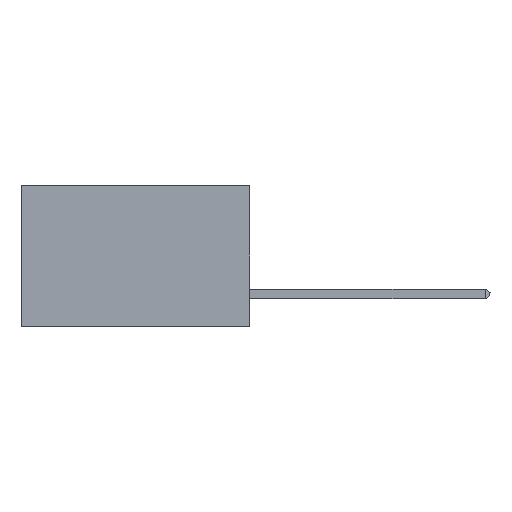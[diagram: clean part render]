
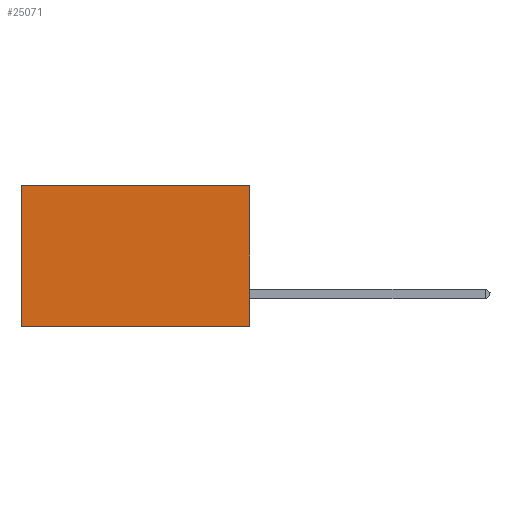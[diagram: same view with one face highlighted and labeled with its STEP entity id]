
A CAD part, left-side view. The second image highlights one B-rep face of the part: STEP entity #25071.
In plain terms, the highlighted planar face has unit normal (-1, 0, 0).
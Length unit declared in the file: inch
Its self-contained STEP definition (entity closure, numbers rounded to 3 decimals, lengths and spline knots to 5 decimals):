
#77 = DIRECTION ( 'NONE',  ( 0., 0., -1. ) ) ;
#111 = EDGE_LOOP ( 'NONE', ( #22605, #32859, #15300, #14593 ) ) ;
#315 = CARTESIAN_POINT ( 'NONE',  ( 0.2875, 0., 0. ) ) ;
#725 = EDGE_CURVE ( 'NONE', #37464, #26226, #21460, .T. ) ;
#929 = VECTOR ( 'NONE', #29844, 39.37008 ) ;
#3587 = VERTEX_POINT ( 'NONE', #23631 ) ;
#5164 = VECTOR ( 'NONE', #30937, 39.37008 ) ;
#6002 = LINE ( 'NONE', #33209, #20264 ) ;
#9435 = LINE ( 'NONE', #33959, #35273 ) ;
#10988 = FACE_OUTER_BOUND ( 'NONE', #111, .T. ) ;
#13695 = DIRECTION ( 'NONE',  ( 0., 0., -1. ) ) ;
#14540 = CARTESIAN_POINT ( 'NONE',  ( 0.2875, 0.6, 0. ) ) ;
#14593 = ORIENTED_EDGE ( 'NONE', *, *, #725, .T. ) ;
#15300 = ORIENTED_EDGE ( 'NONE', *, *, #25344, .F. ) ;
#15986 = AXIS2_PLACEMENT_3D ( 'NONE', #40571, #34100, #13695 ) ;
#20264 = VECTOR ( 'NONE', #29979, 39.37008 ) ;
#21460 = LINE ( 'NONE', #37512, #929 ) ;
#21523 = LINE ( 'NONE', #315, #5164 ) ;
#22605 = ORIENTED_EDGE ( 'NONE', *, *, #33451, .T. ) ;
#23595 = PLANE ( 'NONE',  #15986 ) ;
#23631 = CARTESIAN_POINT ( 'NONE',  ( 0.2875, 0., -0.37 ) ) ;
#25071 = ADVANCED_FACE ( 'NONE', ( #10988 ), #23595, .F. ) ;
#25344 = EDGE_CURVE ( 'NONE', #37464, #3587, #21523, .T. ) ;
#26036 = CARTESIAN_POINT ( 'NONE',  ( 0.2875, 0.6, -0.37 ) ) ;
#26226 = VERTEX_POINT ( 'NONE', #14540 ) ;
#27306 = EDGE_CURVE ( 'NONE', #3587, #33892, #6002, .T. ) ;
#29844 = DIRECTION ( 'NONE',  ( 0., 1., 0. ) ) ;
#29979 = DIRECTION ( 'NONE',  ( 0., 1., 0. ) ) ;
#30937 = DIRECTION ( 'NONE',  ( 0., 0., -1. ) ) ;
#32423 = CARTESIAN_POINT ( 'NONE',  ( 0.2875, 0., 0. ) ) ;
#32859 = ORIENTED_EDGE ( 'NONE', *, *, #27306, .F. ) ;
#33209 = CARTESIAN_POINT ( 'NONE',  ( 0.2875, 0., -0.37 ) ) ;
#33451 = EDGE_CURVE ( 'NONE', #26226, #33892, #9435, .T. ) ;
#33892 = VERTEX_POINT ( 'NONE', #26036 ) ;
#33959 = CARTESIAN_POINT ( 'NONE',  ( 0.2875, 0.6, 0. ) ) ;
#34100 = DIRECTION ( 'NONE',  ( 1., 0., 0. ) ) ;
#35273 = VECTOR ( 'NONE', #77, 39.37008 ) ;
#37464 = VERTEX_POINT ( 'NONE', #32423 ) ;
#37512 = CARTESIAN_POINT ( 'NONE',  ( 0.2875, 0., 0. ) ) ;
#40571 = CARTESIAN_POINT ( 'NONE',  ( 0.2875, 0., 0. ) ) ;
